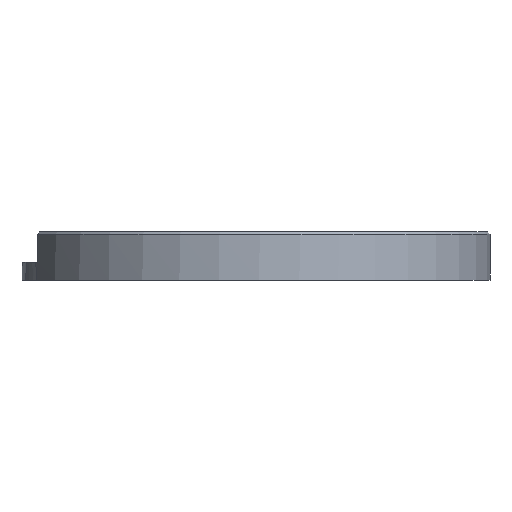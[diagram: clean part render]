
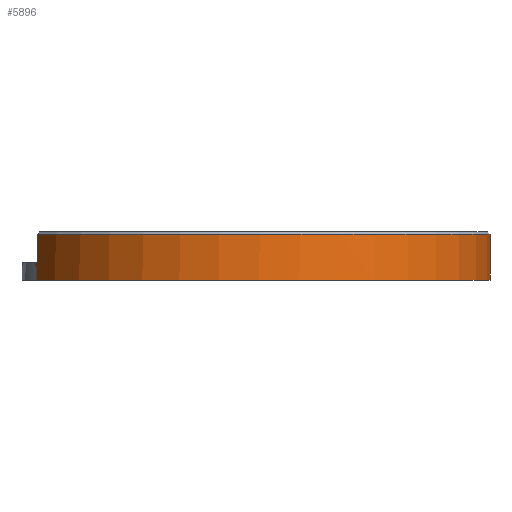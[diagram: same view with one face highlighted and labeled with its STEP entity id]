
A CAD part, front view. The second image highlights one B-rep face of the part: STEP entity #5896.
In plain terms, the highlighted cylindrical face has radius 39 mm (diameter 78 mm), a partial arc.
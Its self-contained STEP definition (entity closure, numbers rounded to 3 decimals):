
#158 = EDGE_CURVE ( 'NONE', #5588, #5137, #3850, .T. ) ;
#261 = CARTESIAN_POINT ( 'NONE',  ( -36.16, -14.61, 3. ) ) ;
#329 = DIRECTION ( 'NONE',  ( -1., 0., 0. ) ) ;
#400 = DIRECTION ( 'NONE',  ( 0., 0., 1. ) ) ;
#607 = AXIS2_PLACEMENT_3D ( 'NONE', #6257, #4186, #4748 ) ;
#710 = VECTOR ( 'NONE', #6039, 1000. ) ;
#752 = CARTESIAN_POINT ( 'NONE',  ( -36.16, -14.61, 7.6 ) ) ;
#893 = CARTESIAN_POINT ( 'NONE',  ( 0., 0., 3. ) ) ;
#1078 = CARTESIAN_POINT ( 'NONE',  ( -36.446, -13.881, 3. ) ) ;
#1117 = CIRCLE ( 'NONE', #5073, 39. ) ;
#1177 = EDGE_CURVE ( 'NONE', #5588, #3144, #1117, .T. ) ;
#1229 = CIRCLE ( 'NONE', #2404, 39. ) ;
#1244 = CARTESIAN_POINT ( 'NONE',  ( -36.233, 14.428, 0. ) ) ;
#1565 = CARTESIAN_POINT ( 'NONE',  ( -36.304, -14.249, 1.001 ) ) ;
#1806 = B_SPLINE_CURVE_WITH_KNOTS ( 'NONE', 3,
 ( #4894, #3926, #3425, #1244 ),
 .UNSPECIFIED., .F., .F.,
 ( 4, 4 ),
 ( 0.005, 0.008 ),
 .UNSPECIFIED. ) ;
#1869 = CARTESIAN_POINT ( 'NONE',  ( -36.16, 14.61, 7.6 ) ) ;
#1875 = AXIS2_PLACEMENT_3D ( 'NONE', #3292, #2240, #6334 ) ;
#1912 = LINE ( 'NONE', #4904, #710 ) ;
#2035 = CARTESIAN_POINT ( 'NONE',  ( -36.16, 14.61, 3. ) ) ;
#2220 = ORIENTED_EDGE ( 'NONE', *, *, #3923, .T. ) ;
#2240 = DIRECTION ( 'NONE',  ( 0., 0., -1. ) ) ;
#2304 = DIRECTION ( 'NONE',  ( 0., 0., 1. ) ) ;
#2345 = CARTESIAN_POINT ( 'NONE',  ( -36.446, 13.881, 3. ) ) ;
#2349 = DIRECTION ( 'NONE',  ( 1., 0., 0. ) ) ;
#2404 = AXIS2_PLACEMENT_3D ( 'NONE', #893, #400, #2349 ) ;
#2412 = CARTESIAN_POINT ( 'NONE',  ( 0., 0., 0. ) ) ;
#2416 = AXIS2_PLACEMENT_3D ( 'NONE', #4899, #6370, #329 ) ;
#2452 = ORIENTED_EDGE ( 'NONE', *, *, #5785, .T. ) ;
#2595 = EDGE_CURVE ( 'NONE', #3321, #3144, #1806, .T. ) ;
#2597 = ORIENTED_EDGE ( 'NONE', *, *, #2595, .F. ) ;
#2769 = VERTEX_POINT ( 'NONE', #2035 ) ;
#2973 = CARTESIAN_POINT ( 'NONE',  ( -36.233, -14.428, 0. ) ) ;
#3144 = VERTEX_POINT ( 'NONE', #6544 ) ;
#3292 = CARTESIAN_POINT ( 'NONE',  ( 0., 0., 7.6 ) ) ;
#3321 = VERTEX_POINT ( 'NONE', #2345 ) ;
#3365 = FACE_OUTER_BOUND ( 'NONE', #6432, .T. ) ;
#3380 = VECTOR ( 'NONE', #2304, 1000. ) ;
#3397 = EDGE_CURVE ( 'NONE', #2769, #3321, #1229, .T. ) ;
#3425 = CARTESIAN_POINT ( 'NONE',  ( -36.304, 14.249, 1.001 ) ) ;
#3473 = EDGE_CURVE ( 'NONE', #3800, #5852, #1912, .T. ) ;
#3575 = ORIENTED_EDGE ( 'NONE', *, *, #3397, .F. ) ;
#3781 = CARTESIAN_POINT ( 'NONE',  ( -36.446, -13.881, 3. ) ) ;
#3800 = VERTEX_POINT ( 'NONE', #752 ) ;
#3805 = CIRCLE ( 'NONE', #607, 39. ) ;
#3832 = DIRECTION ( 'NONE',  ( 1., 0., 0. ) ) ;
#3850 = B_SPLINE_CURVE_WITH_KNOTS ( 'NONE', 3,
 ( #2973, #1565, #4062, #1078 ),
 .UNSPECIFIED., .F., .F.,
 ( 4, 4 ),
 ( 0., 0.003 ),
 .UNSPECIFIED. ) ;
#3923 = EDGE_CURVE ( 'NONE', #2769, #4038, #4891, .T. ) ;
#3926 = CARTESIAN_POINT ( 'NONE',  ( -36.375, 14.067, 2.001 ) ) ;
#3984 = DIRECTION ( 'NONE',  ( 0., 0., 1. ) ) ;
#4038 = VERTEX_POINT ( 'NONE', #1869 ) ;
#4062 = CARTESIAN_POINT ( 'NONE',  ( -36.375, -14.067, 2.001 ) ) ;
#4153 = ORIENTED_EDGE ( 'NONE', *, *, #3473, .T. ) ;
#4186 = DIRECTION ( 'NONE',  ( 0., 0., 1. ) ) ;
#4330 = CYLINDRICAL_SURFACE ( 'NONE', #2416, 39. ) ;
#4748 = DIRECTION ( 'NONE',  ( 1., 0., 0. ) ) ;
#4891 = LINE ( 'NONE', #6490, #3380 ) ;
#4894 = CARTESIAN_POINT ( 'NONE',  ( -36.446, 13.881, 3. ) ) ;
#4899 = CARTESIAN_POINT ( 'NONE',  ( 0., 0., 8. ) ) ;
#4904 = CARTESIAN_POINT ( 'NONE',  ( -36.16, -14.61, 8. ) ) ;
#5022 = CARTESIAN_POINT ( 'NONE',  ( -36.233, -14.428, 0. ) ) ;
#5073 = AXIS2_PLACEMENT_3D ( 'NONE', #2412, #3984, #3832 ) ;
#5137 = VERTEX_POINT ( 'NONE', #3781 ) ;
#5312 = EDGE_CURVE ( 'NONE', #5137, #5852, #3805, .T. ) ;
#5382 = ORIENTED_EDGE ( 'NONE', *, *, #5312, .F. ) ;
#5588 = VERTEX_POINT ( 'NONE', #5022 ) ;
#5684 = ORIENTED_EDGE ( 'NONE', *, *, #158, .F. ) ;
#5741 = ORIENTED_EDGE ( 'NONE', *, *, #1177, .T. ) ;
#5785 = EDGE_CURVE ( 'NONE', #4038, #3800, #6160, .T. ) ;
#5852 = VERTEX_POINT ( 'NONE', #261 ) ;
#5896 = ADVANCED_FACE ( 'NONE', ( #3365 ), #4330, .T. ) ;
#6039 = DIRECTION ( 'NONE',  ( 0., 0., -1. ) ) ;
#6160 = CIRCLE ( 'NONE', #1875, 39. ) ;
#6257 = CARTESIAN_POINT ( 'NONE',  ( 0., 0., 3. ) ) ;
#6334 = DIRECTION ( 'NONE',  ( 1., 0., 0. ) ) ;
#6370 = DIRECTION ( 'NONE',  ( 0., 0., -1. ) ) ;
#6432 = EDGE_LOOP ( 'NONE', ( #3575, #2220, #2452, #4153, #5382, #5684, #5741, #2597 ) ) ;
#6490 = CARTESIAN_POINT ( 'NONE',  ( -36.16, 14.61, 8. ) ) ;
#6544 = CARTESIAN_POINT ( 'NONE',  ( -36.233, 14.428, 0. ) ) ;
